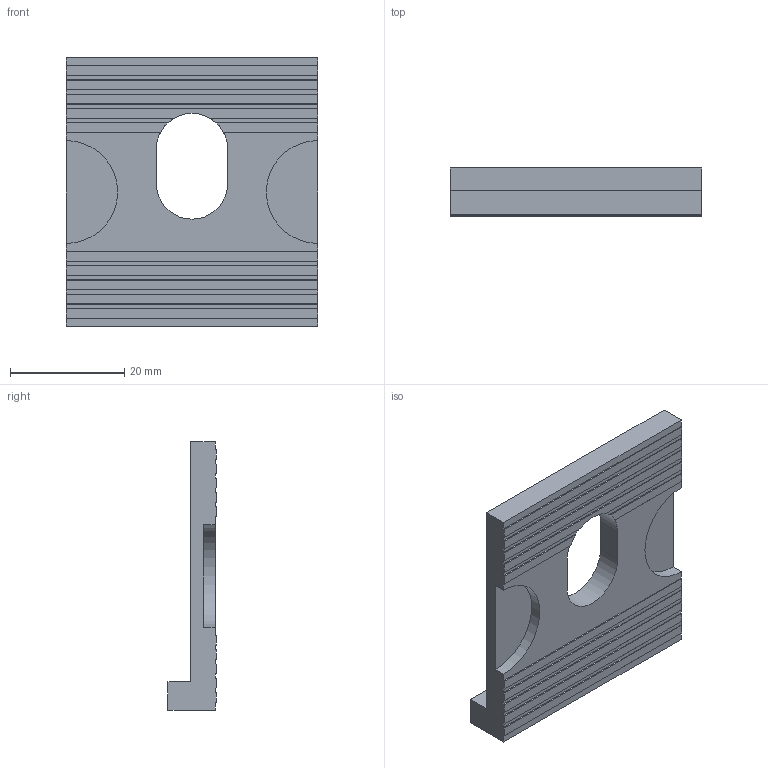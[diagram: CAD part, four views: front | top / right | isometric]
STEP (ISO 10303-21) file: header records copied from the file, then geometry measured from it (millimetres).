
FILE_DESCRIPTION (( 'STEP AP203' ), '1' );
FILE_NAME ('47205.STEP', '2020-11-03T15:43:44', ( 'Marc' ), ( 'Microsoft' ), 'SwSTEP 2.0', 'SolidWorks 2018', '' );
FILE_SCHEMA (( 'CONFIG_CONTROL_DESIGN' ));
Length unit declared in the file: inch
Products named in the file (1): 47205
Bounding box: 44 x 8.4 x 47 mm (x, y, z)
Volume: 8432.3 mm3; surface area: 5272.3 mm2
Topology: 1 solids, 1 shells, 62 faces, 183 edges, 122 vertices
Faces by surface type: plane 57, cylinder 5
Entity records: 2126 total; most frequent: CARTESIAN_POINT 386, ORIENTED_EDGE 366, DIRECTION 319, EDGE_CURVE 183, LINE 161, VECTOR 161, VERTEX_POINT 122, AXIS2_PLACEMENT_3D 79
